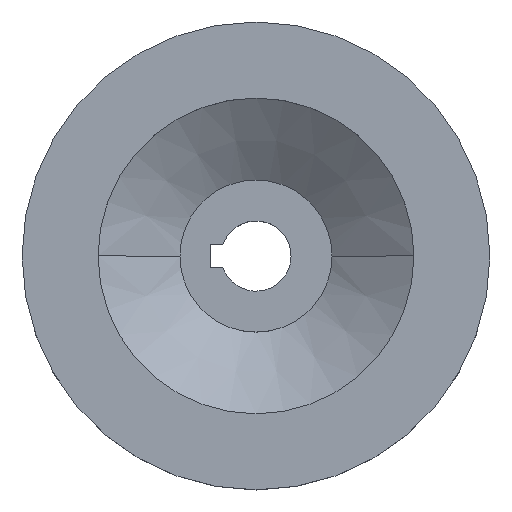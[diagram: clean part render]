
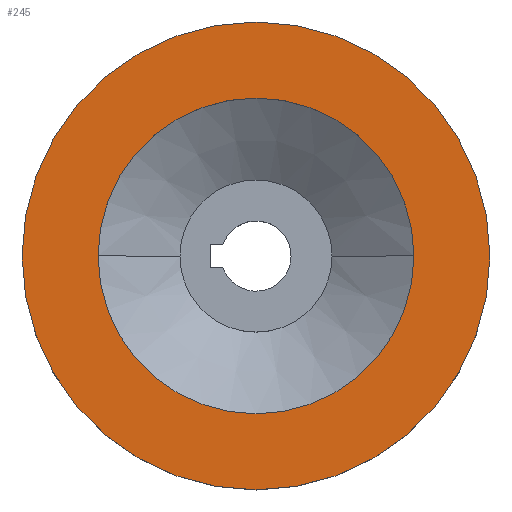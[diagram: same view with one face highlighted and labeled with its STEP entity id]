
A CAD part, top view. The second image highlights one B-rep face of the part: STEP entity #245.
In plain terms, the highlighted planar face has unit normal (0, 0, 1).
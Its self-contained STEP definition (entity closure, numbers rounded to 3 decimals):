
#161=EDGE_CURVE('',#273,#233,#385,.T.);
#175=VERTEX_POINT('',#400);
#181=EDGE_CURVE('',#285,#175,#406,.T.);
#233=VERTEX_POINT('',#466);
#245=ADVANCED_FACE('',(#480,#481),#482,.T.);
#271=EDGE_CURVE('',#175,#285,#512,.T.);
#273=VERTEX_POINT('',#514);
#285=VERTEX_POINT('',#529);
#307=EDGE_CURVE('',#233,#273,#555,.T.);
#385=CIRCLE('',#630,40.0);
#400=CARTESIAN_POINT('',(27.,0.,26.0));
#406=CIRCLE('',#661,27.0);
#466=CARTESIAN_POINT('',(-40.0,0.,26.0));
#480=FACE_OUTER_BOUND('',#757,.T.);
#481=FACE_BOUND('',#758,.T.);
#482=PLANE('',#759);
#512=CIRCLE('',#800,27.0);
#514=CARTESIAN_POINT('',(40.,0.,26.0));
#529=CARTESIAN_POINT('',(-27.0,0.,26.0));
#555=CIRCLE('',#853,40.0);
#630=AXIS2_PLACEMENT_3D('',#925,#926,#927);
#661=AXIS2_PLACEMENT_3D('',#943,#944,#945);
#757=EDGE_LOOP('',(#1052,#1053));
#758=EDGE_LOOP('',(#1054,#1055));
#759=AXIS2_PLACEMENT_3D('',#1056,#1057,#1058);
#800=AXIS2_PLACEMENT_3D('',#1096,#1097,#1098);
#853=AXIS2_PLACEMENT_3D('',#1154,#1155,#1156);
#925=CARTESIAN_POINT('',(0.,0.,26.0));
#926=DIRECTION('',(-0.0,0.0,-1.0));
#927=DIRECTION('',(-1.0,0.,0.0));
#943=CARTESIAN_POINT('',(0.,0.,26.0));
#944=DIRECTION('',(-0.0,0.0,-1.0));
#945=DIRECTION('',(-1.0,0.,0.0));
#1052=ORIENTED_EDGE('',*,*,#307,.F.);
#1053=ORIENTED_EDGE('',*,*,#161,.F.);
#1054=ORIENTED_EDGE('',*,*,#181,.T.);
#1055=ORIENTED_EDGE('',*,*,#271,.T.);
#1056=CARTESIAN_POINT('',(-33.5,0.,26.0));
#1057=DIRECTION('',(0.0,0.0,1.0));
#1058=DIRECTION('',(-1.0,0.,0.0));
#1096=CARTESIAN_POINT('',(0.,0.,26.0));
#1097=DIRECTION('',(-0.0,0.0,-1.0));
#1098=DIRECTION('',(-1.0,0.,0.0));
#1154=CARTESIAN_POINT('',(0.,0.,26.0));
#1155=DIRECTION('',(-0.0,0.0,-1.0));
#1156=DIRECTION('',(-1.0,0.,0.0));
